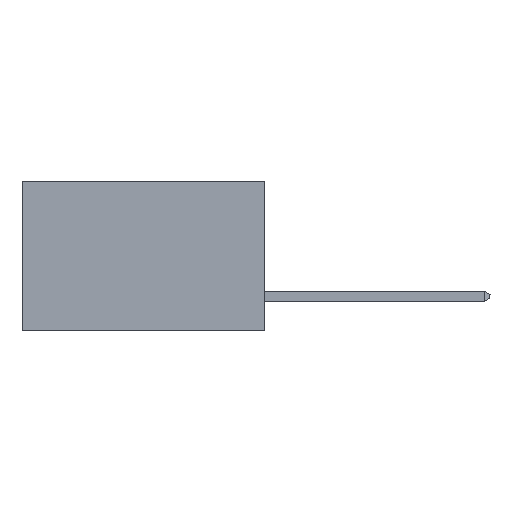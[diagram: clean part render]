
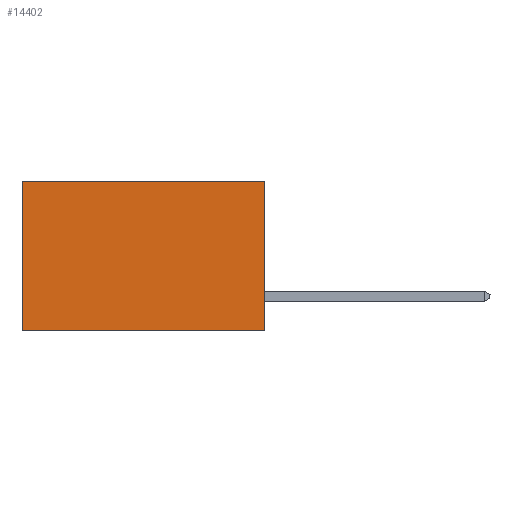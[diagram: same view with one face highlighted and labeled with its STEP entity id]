
A CAD part, left-side view. The second image highlights one B-rep face of the part: STEP entity #14402.
In plain terms, the highlighted planar face has unit normal (-1, 0, 0).
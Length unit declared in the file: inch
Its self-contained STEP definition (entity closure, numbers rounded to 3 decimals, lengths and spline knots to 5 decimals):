
#731 = ORIENTED_EDGE ( 'NONE', *, *, #11376, .T. ) ;
#976 = CARTESIAN_POINT ( 'NONE',  ( 0.2615, 0., -0.37 ) ) ;
#1153 = CARTESIAN_POINT ( 'NONE',  ( 0.2615, 0.6, 0. ) ) ;
#1270 = LINE ( 'NONE', #15445, #5518 ) ;
#1438 = DIRECTION ( 'NONE',  ( 0., 0., -1. ) ) ;
#1735 = LINE ( 'NONE', #3183, #9969 ) ;
#1910 = DIRECTION ( 'NONE',  ( 0., 0., -1. ) ) ;
#2194 = DIRECTION ( 'NONE',  ( 1., 0., 0. ) ) ;
#2292 = EDGE_LOOP ( 'NONE', ( #731, #16103, #3164, #15293 ) ) ;
#3121 = DIRECTION ( 'NONE',  ( 0., 1., 0. ) ) ;
#3164 = ORIENTED_EDGE ( 'NONE', *, *, #7089, .F. ) ;
#3183 = CARTESIAN_POINT ( 'NONE',  ( 0.2615, 0.6, -0.37 ) ) ;
#3476 = FACE_OUTER_BOUND ( 'NONE', #2292, .T. ) ;
#4113 = VERTEX_POINT ( 'NONE', #7227 ) ;
#5518 = VECTOR ( 'NONE', #1438, 39.37008 ) ;
#5761 = CARTESIAN_POINT ( 'NONE',  ( 0.2615, 0., 0. ) ) ;
#6060 = CARTESIAN_POINT ( 'NONE',  ( 0.2615, 0.6, -0.37 ) ) ;
#6562 = EDGE_CURVE ( 'NONE', #9784, #7505, #14848, .T. ) ;
#7024 = VECTOR ( 'NONE', #3121, 39.37008 ) ;
#7089 = EDGE_CURVE ( 'NONE', #4113, #9784, #1270, .T. ) ;
#7227 = CARTESIAN_POINT ( 'NONE',  ( 0.2615, 0., 0. ) ) ;
#7505 = VERTEX_POINT ( 'NONE', #6060 ) ;
#7906 = VERTEX_POINT ( 'NONE', #1153 ) ;
#9481 = AXIS2_PLACEMENT_3D ( 'NONE', #976, #2194, #13984 ) ;
#9784 = VERTEX_POINT ( 'NONE', #10010 ) ;
#9969 = VECTOR ( 'NONE', #1910, 39.37008 ) ;
#10010 = CARTESIAN_POINT ( 'NONE',  ( 0.2615, 0., -0.37 ) ) ;
#10182 = PLANE ( 'NONE',  #9481 ) ;
#11222 = VECTOR ( 'NONE', #15391, 39.37008 ) ;
#11354 = CARTESIAN_POINT ( 'NONE',  ( 0.2615, 0., -0.37 ) ) ;
#11376 = EDGE_CURVE ( 'NONE', #7906, #7505, #1735, .T. ) ;
#12963 = EDGE_CURVE ( 'NONE', #4113, #7906, #14754, .T. ) ;
#13984 = DIRECTION ( 'NONE',  ( 0., 0., -1. ) ) ;
#14402 = ADVANCED_FACE ( 'NONE', ( #3476 ), #10182, .F. ) ;
#14754 = LINE ( 'NONE', #5761, #7024 ) ;
#14848 = LINE ( 'NONE', #11354, #11222 ) ;
#15293 = ORIENTED_EDGE ( 'NONE', *, *, #12963, .T. ) ;
#15391 = DIRECTION ( 'NONE',  ( 0., 1., 0. ) ) ;
#15445 = CARTESIAN_POINT ( 'NONE',  ( 0.2615, 0., -0.37 ) ) ;
#16103 = ORIENTED_EDGE ( 'NONE', *, *, #6562, .F. ) ;
